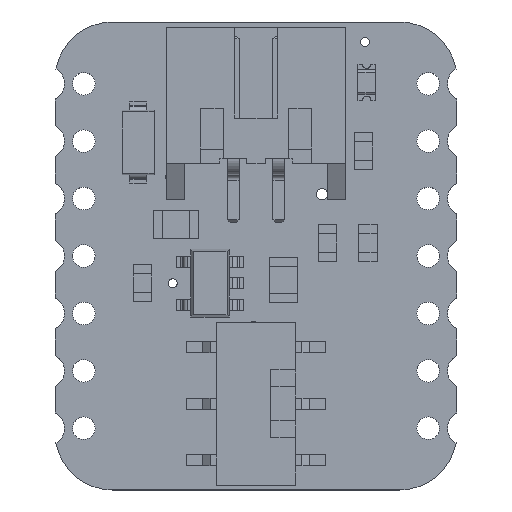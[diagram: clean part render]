
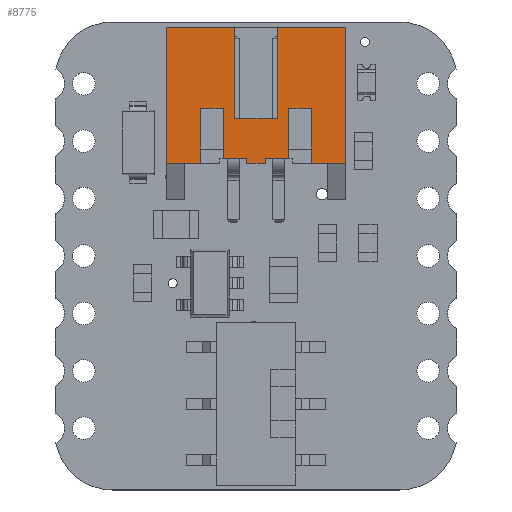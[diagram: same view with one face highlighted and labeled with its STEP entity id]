
A CAD part, top view. The second image highlights one B-rep face of the part: STEP entity #8775.
In plain terms, the highlighted planar face has unit normal (0, 0, 1).
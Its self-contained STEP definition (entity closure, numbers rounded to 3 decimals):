
#273=PLANE('',#9447);
#696=FACE_OUTER_BOUND('',#1213,.T.);
#1213=EDGE_LOOP('',(#6739,#6740,#6741,#6742,#6743,#6744,#6745,#6746,#6747,
#6748,#6749,#6750,#6751,#6752,#6753,#6754,#6755,#6756,#6757,#6758));
#1668=LINE('',#12713,#2729);
#1671=LINE('',#12719,#2732);
#1675=LINE('',#12727,#2736);
#1687=LINE('',#12752,#2748);
#1693=LINE('',#12764,#2754);
#1701=LINE('',#12780,#2762);
#1730=LINE('',#12839,#2791);
#1861=LINE('',#13094,#2922);
#1862=LINE('',#13097,#2923);
#1864=LINE('',#13100,#2925);
#1866=LINE('',#13104,#2927);
#1867=LINE('',#13107,#2928);
#1869=LINE('',#13111,#2930);
#1872=LINE('',#13116,#2933);
#1874=LINE('',#13120,#2935);
#1876=LINE('',#13124,#2937);
#1877=LINE('',#13126,#2938);
#1879=LINE('',#13130,#2940);
#1881=LINE('',#13134,#2942);
#1882=LINE('',#13136,#2943);
#2729=VECTOR('',#10358,0.8);
#2732=VECTOR('',#10363,0.2);
#2736=VECTOR('',#10369,0.2);
#2748=VECTOR('',#10387,1.05);
#2754=VECTOR('',#10395,1.05);
#2762=VECTOR('',#10405,1.5);
#2791=VECTOR('',#10446,1.5);
#2922=VECTOR('',#10663,2.223);
#2923=VECTOR('',#10666,1.);
#2925=VECTOR('',#10670,2.423);
#2927=VECTOR('',#10674,6.);
#2928=VECTOR('',#10677,3.);
#2930=VECTOR('',#10681,4.);
#2933=VECTOR('',#10686,1.9);
#2935=VECTOR('',#10690,4.);
#2937=VECTOR('',#10694,3.);
#2938=VECTOR('',#10697,6.);
#2940=VECTOR('',#10701,2.423);
#2942=VECTOR('',#10705,1.);
#2943=VECTOR('',#10708,2.223);
#3969=VERTEX_POINT('',#12710);
#3970=VERTEX_POINT('',#12712);
#3972=VERTEX_POINT('',#12718);
#3975=VERTEX_POINT('',#12725);
#3985=VERTEX_POINT('',#12751);
#3990=VERTEX_POINT('',#12763);
#3996=VERTEX_POINT('',#12778);
#3997=VERTEX_POINT('',#12779);
#4020=VERTEX_POINT('',#12836);
#4021=VERTEX_POINT('',#12838);
#4102=VERTEX_POINT('',#13092);
#4103=VERTEX_POINT('',#13096);
#4104=VERTEX_POINT('',#13102);
#4105=VERTEX_POINT('',#13106);
#4106=VERTEX_POINT('',#13110);
#4107=VERTEX_POINT('',#13114);
#4108=VERTEX_POINT('',#13118);
#4109=VERTEX_POINT('',#13122);
#4110=VERTEX_POINT('',#13128);
#4111=VERTEX_POINT('',#13132);
#4862=EDGE_CURVE('',#3969,#3970,#1668,.T.);
#4865=EDGE_CURVE('',#3972,#3970,#1671,.F.);
#4869=EDGE_CURVE('',#3969,#3975,#1675,.F.);
#4881=EDGE_CURVE('',#3985,#3972,#1687,.F.);
#4887=EDGE_CURVE('',#3975,#3990,#1693,.F.);
#4895=EDGE_CURVE('',#3996,#3997,#1701,.T.);
#4924=EDGE_CURVE('',#4020,#4021,#1730,.T.);
#5055=EDGE_CURVE('',#3990,#4102,#1861,.T.);
#5056=EDGE_CURVE('',#4102,#4103,#1862,.F.);
#5058=EDGE_CURVE('',#4103,#3997,#1864,.F.);
#5060=EDGE_CURVE('',#3996,#4104,#1866,.T.);
#5061=EDGE_CURVE('',#4104,#4105,#1867,.T.);
#5063=EDGE_CURVE('',#4105,#4106,#1869,.F.);
#5066=EDGE_CURVE('',#4106,#4107,#1872,.T.);
#5068=EDGE_CURVE('',#4107,#4108,#1874,.T.);
#5070=EDGE_CURVE('',#4108,#4109,#1876,.T.);
#5071=EDGE_CURVE('',#4109,#4021,#1877,.F.);
#5073=EDGE_CURVE('',#4020,#4110,#1879,.T.);
#5075=EDGE_CURVE('',#4110,#4111,#1881,.F.);
#5076=EDGE_CURVE('',#4111,#3985,#1882,.F.);
#6739=ORIENTED_EDGE('',*,*,#4869,.T.);
#6740=ORIENTED_EDGE('',*,*,#4887,.T.);
#6741=ORIENTED_EDGE('',*,*,#5055,.T.);
#6742=ORIENTED_EDGE('',*,*,#5056,.T.);
#6743=ORIENTED_EDGE('',*,*,#5058,.T.);
#6744=ORIENTED_EDGE('',*,*,#4895,.F.);
#6745=ORIENTED_EDGE('',*,*,#5060,.T.);
#6746=ORIENTED_EDGE('',*,*,#5061,.T.);
#6747=ORIENTED_EDGE('',*,*,#5063,.T.);
#6748=ORIENTED_EDGE('',*,*,#5066,.T.);
#6749=ORIENTED_EDGE('',*,*,#5068,.T.);
#6750=ORIENTED_EDGE('',*,*,#5070,.T.);
#6751=ORIENTED_EDGE('',*,*,#5071,.T.);
#6752=ORIENTED_EDGE('',*,*,#4924,.F.);
#6753=ORIENTED_EDGE('',*,*,#5073,.T.);
#6754=ORIENTED_EDGE('',*,*,#5075,.T.);
#6755=ORIENTED_EDGE('',*,*,#5076,.T.);
#6756=ORIENTED_EDGE('',*,*,#4881,.T.);
#6757=ORIENTED_EDGE('',*,*,#4865,.T.);
#6758=ORIENTED_EDGE('',*,*,#4862,.F.);
#8775=ADVANCED_FACE('',(#696),#273,.T.);
#9447=AXIS2_PLACEMENT_3D('',#13137,#10709,#10710);
#10358=DIRECTION('',(-1.,0.,0.));
#10363=DIRECTION('',(0.,1.,0.));
#10369=DIRECTION('',(0.,-1.,0.));
#10387=DIRECTION('',(-1.,0.,0.));
#10395=DIRECTION('',(-1.,0.,0.));
#10405=DIRECTION('',(-1.,0.,0.));
#10446=DIRECTION('',(-1.,0.,0.));
#10663=DIRECTION('',(0.,1.,0.));
#10666=DIRECTION('',(-1.,0.,0.));
#10670=DIRECTION('',(0.,1.,0.));
#10674=DIRECTION('',(0.,1.,0.));
#10677=DIRECTION('',(-1.,0.,0.));
#10681=DIRECTION('',(0.,1.,0.));
#10686=DIRECTION('',(-1.,0.,0.));
#10690=DIRECTION('',(0.,1.,0.));
#10694=DIRECTION('',(-1.,0.,0.));
#10697=DIRECTION('',(0.,1.,0.));
#10701=DIRECTION('',(0.,1.,0.));
#10705=DIRECTION('',(-1.,0.,0.));
#10708=DIRECTION('',(0.,1.,0.));
#10709=DIRECTION('center_axis',(0.,0.,1.));
#10710=DIRECTION('ref_axis',(0.,1.,0.));
#12710=CARTESIAN_POINT('',(0.4,-2.7,4.8));
#12712=CARTESIAN_POINT('',(-0.4,-2.7,4.8));
#12713=CARTESIAN_POINT('',(0.4,-2.7,4.8));
#12718=CARTESIAN_POINT('',(-0.4,-2.5,4.8));
#12719=CARTESIAN_POINT('',(-0.4,-2.7,4.8));
#12725=CARTESIAN_POINT('',(0.4,-2.5,4.8));
#12727=CARTESIAN_POINT('',(0.4,-2.5,4.8));
#12751=CARTESIAN_POINT('',(-1.45,-2.5,4.8));
#12752=CARTESIAN_POINT('',(-0.4,-2.5,4.8));
#12763=CARTESIAN_POINT('',(1.45,-2.5,4.8));
#12764=CARTESIAN_POINT('',(1.45,-2.5,4.8));
#12778=CARTESIAN_POINT('',(3.95,-2.7,4.8));
#12779=CARTESIAN_POINT('',(2.45,-2.7,4.8));
#12780=CARTESIAN_POINT('',(3.95,-2.7,4.8));
#12836=CARTESIAN_POINT('',(-2.45,-2.7,4.8));
#12838=CARTESIAN_POINT('',(-3.95,-2.7,4.8));
#12839=CARTESIAN_POINT('',(-2.45,-2.7,4.8));
#13092=CARTESIAN_POINT('',(1.45,-0.277,4.8));
#13094=CARTESIAN_POINT('',(1.45,-2.5,4.8));
#13096=CARTESIAN_POINT('',(2.45,-0.277,4.8));
#13097=CARTESIAN_POINT('',(2.45,-0.277,4.8));
#13100=CARTESIAN_POINT('',(2.45,-2.7,4.8));
#13102=CARTESIAN_POINT('',(3.95,3.3,4.8));
#13104=CARTESIAN_POINT('',(3.95,-2.7,4.8));
#13106=CARTESIAN_POINT('',(0.95,3.3,4.8));
#13107=CARTESIAN_POINT('',(3.95,3.3,4.8));
#13110=CARTESIAN_POINT('',(0.95,-0.7,4.8));
#13111=CARTESIAN_POINT('',(0.95,-0.7,4.8));
#13114=CARTESIAN_POINT('',(-0.95,-0.7,4.8));
#13116=CARTESIAN_POINT('',(0.95,-0.7,4.8));
#13118=CARTESIAN_POINT('',(-0.95,3.3,4.8));
#13120=CARTESIAN_POINT('',(-0.95,-0.7,4.8));
#13122=CARTESIAN_POINT('',(-3.95,3.3,4.8));
#13124=CARTESIAN_POINT('',(-0.95,3.3,4.8));
#13126=CARTESIAN_POINT('',(-3.95,-2.7,4.8));
#13128=CARTESIAN_POINT('',(-2.45,-0.277,4.8));
#13130=CARTESIAN_POINT('',(-2.45,-2.7,4.8));
#13132=CARTESIAN_POINT('',(-1.45,-0.277,4.8));
#13134=CARTESIAN_POINT('',(-1.45,-0.277,4.8));
#13136=CARTESIAN_POINT('',(-1.45,-2.5,4.8));
#13137=CARTESIAN_POINT('Origin',(0.,-2.7,4.8));
